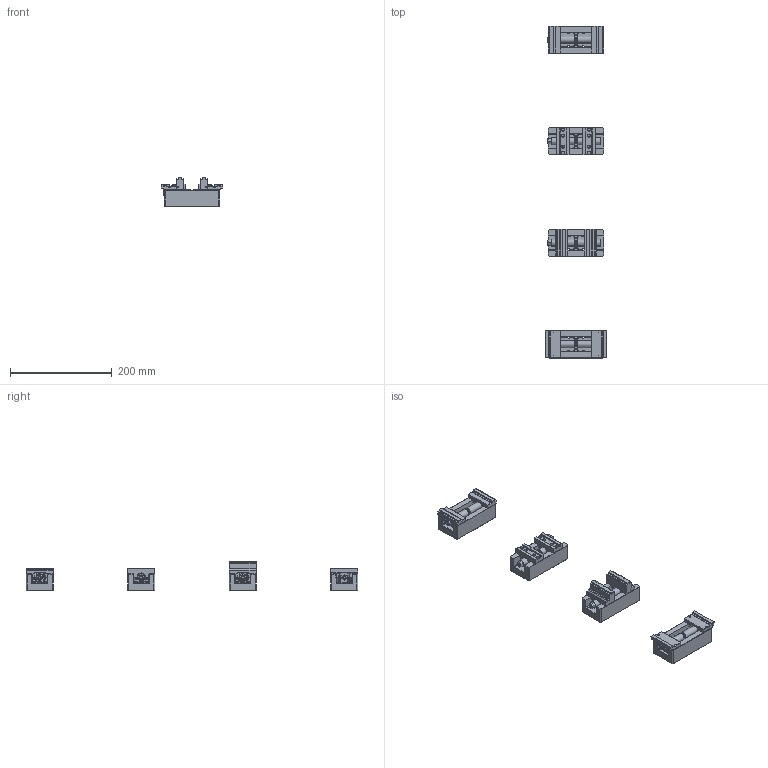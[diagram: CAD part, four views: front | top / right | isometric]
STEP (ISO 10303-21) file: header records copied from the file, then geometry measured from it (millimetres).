
FILE_DESCRIPTION(/* description */ (''),/* implementation_level */ '2;1');
FILE_NAME(/* name */ 'PAF-H54L.stp',/* time_stamp */ '2022-03-29T16:24:44+08:00',/* author */ (''),/* organization */ (''),/* preprocessor_version */ 'ST-DEVELOPER v11',/* originating_system */ 'SIEMENS PLM Software NX 7.0',/* authorisation */ '');
FILE_SCHEMA (('CONFIG_CONTROL_DESIGN'));
Products named in the file (1): AdmiA249fvqv
Bounding box: 122 x 654 x 58 mm (x, y, z)
Volume: 568224.9 mm3; surface area: 193959.1 mm2
Topology: 8 solids, 16 shells, 2200 faces, 5572 edges, 3500 vertices
Faces by surface type: plane 1360, cylinder 478, cone 300, torus 36, bspline 26
Full cylindrical faces by diameter (mm): 4.2 x32, 4.5 x12, 5 x64, 6 x24, 8.7 x4, 9 x8, 10 x12, 14 x8
Entity records: 72344 total; most frequent: CARTESIAN_POINT 21086, DIRECTION 10454, ORIENTED_EDGE 10284, EDGE_CURVE 5142, AXIS2_PLACEMENT_3D 3500, LINE 3454, VECTOR 3454, VERTEX_POINT 3402
